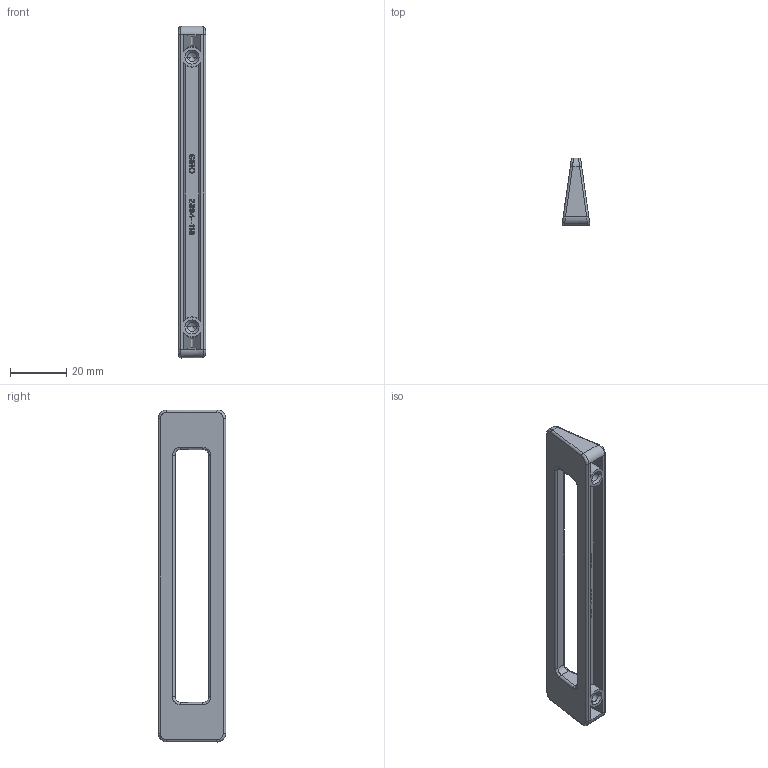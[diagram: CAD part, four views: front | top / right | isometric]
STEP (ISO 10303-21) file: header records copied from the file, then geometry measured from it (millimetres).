
FILE_DESCRIPTION(('Creo Elements/Direct Modeling STEP Export'),'2;1');
FILE_NAME('2394-118.stp','2018-02-28T 7:38:46',(''),(''),'Creo Elements/Direct Modeling STEP processor for AP214 (Solid Model)','Creo Elements/Direct Modeling 20.0 12-Nov-2016 (C) Parametric Technology GmbH','');
FILE_SCHEMA(('AUTOMOTIVE_DESIGN { 1 0 10303 214 1 1 1 1 }'));
Length unit declared in the file: millimetre
Products named in the file (2): ZN-10163
Assembly tree (1 placements, depth 2):
  ZN-10163
    ZN-10163
Bounding box: 9.76 x 23.99 x 118.08 mm (x, y, z)
Volume: 8707.7 mm3; surface area: 7784.3 mm2
Topology: 1 solids, 1 shells, 597 faces, 1682 edges, 1106 vertices
Faces by surface type: plane 535, cylinder 34, bspline 16, cone 12
Entity records: 20096 total; most frequent: CARTESIAN_POINT 4866, ORIENTED_EDGE 3356, DIRECTION 2782, EDGE_CURVE 1678, VECTOR 1570, LINE 1570, VERTEX_POINT 1106, EDGE_LOOP 622
